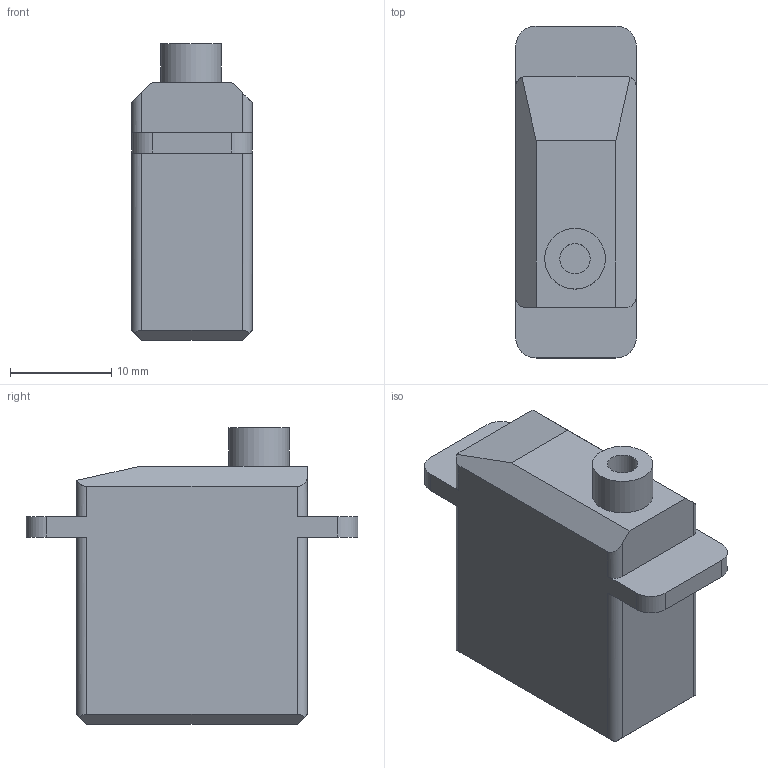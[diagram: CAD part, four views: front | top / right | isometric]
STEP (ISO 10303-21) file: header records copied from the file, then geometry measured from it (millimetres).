
FILE_DESCRIPTION(/* description */ (''),/* implementation_level */ '2;1');
FILE_NAME(/* name */ 'servo_ipt_ce92ed96.STEP',/* time_stamp */ '2021-01-13T01:28:03+03:00',/* author */ ('HP'),/* organization */ (''),/* preprocessor_version */ 'ST-DEVELOPER v18.1',/* originating_system */ 'Autodesk Inventor 2021',/* authorisation */ '');
FILE_SCHEMA (('AUTOMOTIVE_DESIGN { 1 0 10303 214 3 1 1 }'));
Length unit declared in the file: millimetre
Products named in the file (1): servo
Bounding box: 11.9 x 32.8 x 29.3 mm (x, y, z)
Volume: 7049 mm3; surface area: 2530.1 mm2
Topology: 1 solids, 1 shells, 37 faces, 102 edges, 69 vertices
Faces by surface type: plane 23, cylinder 14
Full cylindrical faces by diameter (mm): 3 x1, 6 x1
Entity records: 1247 total; most frequent: DIRECTION 215, CARTESIAN_POINT 209, ORIENTED_EDGE 204, EDGE_CURVE 102, AXIS2_PLACEMENT_3D 75, VERTEX_POINT 69, LINE 65, VECTOR 65
